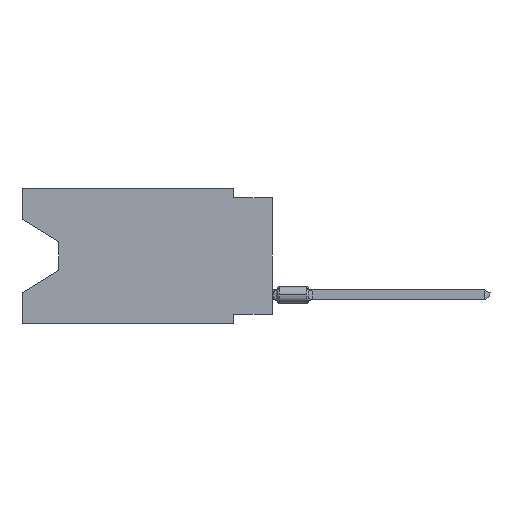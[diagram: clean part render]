
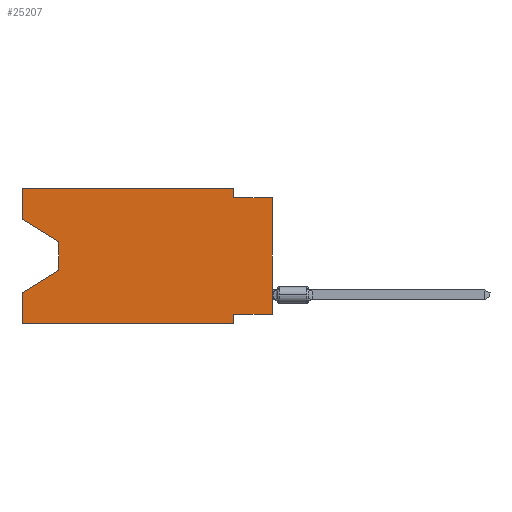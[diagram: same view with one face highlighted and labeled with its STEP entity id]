
A CAD part, left-side view. The second image highlights one B-rep face of the part: STEP entity #25207.
In plain terms, the highlighted planar face has unit normal (-1, 0, 0).
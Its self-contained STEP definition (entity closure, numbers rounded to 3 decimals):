
#217 = VECTOR ( 'NONE', #72362, 1000. ) ;
#2071 = CARTESIAN_POINT ( 'NONE',  ( 0., 13.97, -5.385 ) ) ;
#2581 = ORIENTED_EDGE ( 'NONE', *, *, #62712, .F. ) ;
#3054 = LINE ( 'NONE', #21174, #80216 ) ;
#6502 = CARTESIAN_POINT ( 'NONE',  ( 0., 16.383, 0. ) ) ;
#7124 = VERTEX_POINT ( 'NONE', #97977 ) ;
#7253 = DIRECTION ( 'NONE',  ( 0., 0., 1. ) ) ;
#8480 = ORIENTED_EDGE ( 'NONE', *, *, #92247, .T. ) ;
#8654 = VERTEX_POINT ( 'NONE', #2071 ) ;
#9966 = VERTEX_POINT ( 'NONE', #85124 ) ;
#13817 = VERTEX_POINT ( 'NONE', #80376 ) ;
#13842 = CARTESIAN_POINT ( 'NONE',  ( 0., 2.54, -0.635 ) ) ;
#13967 = CARTESIAN_POINT ( 'NONE',  ( 0., 13.97, -5.385 ) ) ;
#14535 = CARTESIAN_POINT ( 'NONE',  ( 0., 13.97, -3.505 ) ) ;
#15066 = LINE ( 'NONE', #14535, #79812 ) ;
#16350 = EDGE_CURVE ( 'NONE', #81573, #8654, #15066, .T. ) ;
#20272 = EDGE_CURVE ( 'NONE', #106010, #40221, #91296, .T. ) ;
#21174 = CARTESIAN_POINT ( 'NONE',  ( 0., 16.383, -2.038 ) ) ;
#22312 = LINE ( 'NONE', #79522, #217 ) ;
#24277 = VECTOR ( 'NONE', #7253, 1000. ) ;
#24505 = DIRECTION ( 'NONE',  ( 0., 0., 1. ) ) ;
#25207 = ADVANCED_FACE ( 'NONE', ( #90628 ), #38970, .F. ) ;
#25996 = ORIENTED_EDGE ( 'NONE', *, *, #16350, .T. ) ;
#26707 = CARTESIAN_POINT ( 'NONE',  ( 0., 13.97, -3.505 ) ) ;
#27027 = CARTESIAN_POINT ( 'NONE',  ( 0., 2.54, -8.89 ) ) ;
#27415 = CARTESIAN_POINT ( 'NONE',  ( 0., 16.383, -8.89 ) ) ;
#27549 = VECTOR ( 'NONE', #78927, 1000. ) ;
#29961 = VERTEX_POINT ( 'NONE', #45685 ) ;
#32164 = DIRECTION ( 'NONE',  ( 0., -1., 0. ) ) ;
#32857 = VERTEX_POINT ( 'NONE', #97288 ) ;
#34017 = VECTOR ( 'NONE', #93972, 1000. ) ;
#36604 = LINE ( 'NONE', #45387, #27549 ) ;
#37400 = EDGE_CURVE ( 'NONE', #13817, #104509, #77449, .T. ) ;
#37495 = CARTESIAN_POINT ( 'NONE',  ( 0., 16.383, -2.038 ) ) ;
#38731 = DIRECTION ( 'NONE',  ( 0., 0.855, -0.519 ) ) ;
#38970 = PLANE ( 'NONE',  #87324 ) ;
#40221 = VERTEX_POINT ( 'NONE', #13842 ) ;
#40921 = CARTESIAN_POINT ( 'NONE',  ( 0., 0., -0.635 ) ) ;
#41693 = ORIENTED_EDGE ( 'NONE', *, *, #50956, .F. ) ;
#44903 = EDGE_LOOP ( 'NONE', ( #101570, #25996, #8480, #63427, #78841, #67041, #89564, #62084, #2581, #57822, #41693, #107746 ) ) ;
#45119 = VECTOR ( 'NONE', #107441, 1000. ) ;
#45387 = CARTESIAN_POINT ( 'NONE',  ( 0., 0., -8.255 ) ) ;
#45685 = CARTESIAN_POINT ( 'NONE',  ( 0., 16.383, -6.852 ) ) ;
#47300 = DIRECTION ( 'NONE',  ( 0., 0., -1. ) ) ;
#49236 = LINE ( 'NONE', #99826, #99878 ) ;
#49372 = VECTOR ( 'NONE', #47300, 1000. ) ;
#49818 = EDGE_CURVE ( 'NONE', #77508, #32857, #56762, .T. ) ;
#50586 = DIRECTION ( 'NONE',  ( 0., 0., -1. ) ) ;
#50956 = EDGE_CURVE ( 'NONE', #32857, #106010, #22312, .T. ) ;
#54698 = DIRECTION ( 'NONE',  ( 0., -0.855, -0.519 ) ) ;
#56029 = CARTESIAN_POINT ( 'NONE',  ( 0., 2.54, -8.255 ) ) ;
#56762 = LINE ( 'NONE', #90293, #24277 ) ;
#57822 = ORIENTED_EDGE ( 'NONE', *, *, #20272, .F. ) ;
#59346 = CARTESIAN_POINT ( 'NONE',  ( 0., 0., 0. ) ) ;
#60104 = EDGE_CURVE ( 'NONE', #108487, #104509, #102350, .T. ) ;
#60212 = VECTOR ( 'NONE', #38731, 1000. ) ;
#61149 = CARTESIAN_POINT ( 'NONE',  ( 0., 2.54, 0. ) ) ;
#62084 = ORIENTED_EDGE ( 'NONE', *, *, #103507, .T. ) ;
#62600 = EDGE_CURVE ( 'NONE', #77508, #81573, #3054, .T. ) ;
#62603 = EDGE_CURVE ( 'NONE', #9966, #108487, #36604, .T. ) ;
#62712 = EDGE_CURVE ( 'NONE', #40221, #7124, #72846, .T. ) ;
#63427 = ORIENTED_EDGE ( 'NONE', *, *, #101575, .F. ) ;
#63497 = LINE ( 'NONE', #13967, #60212 ) ;
#67041 = ORIENTED_EDGE ( 'NONE', *, *, #60104, .F. ) ;
#67114 = CARTESIAN_POINT ( 'NONE',  ( 0., 2.54, 0. ) ) ;
#68735 = VECTOR ( 'NONE', #32164, 1000. ) ;
#72362 = DIRECTION ( 'NONE',  ( 0., -1., 0. ) ) ;
#72528 = DIRECTION ( 'NONE',  ( 1., 0., 0. ) ) ;
#72846 = LINE ( 'NONE', #40921, #45119 ) ;
#74041 = VECTOR ( 'NONE', #50586, 1000. ) ;
#75308 = LINE ( 'NONE', #59346, #34017 ) ;
#77449 = LINE ( 'NONE', #27415, #68735 ) ;
#77508 = VERTEX_POINT ( 'NONE', #37495 ) ;
#78841 = ORIENTED_EDGE ( 'NONE', *, *, #37400, .T. ) ;
#78927 = DIRECTION ( 'NONE',  ( 0., 1., 0. ) ) ;
#79522 = CARTESIAN_POINT ( 'NONE',  ( 0., 16.383, 0. ) ) ;
#79812 = VECTOR ( 'NONE', #99200, 1000. ) ;
#80216 = VECTOR ( 'NONE', #54698, 1000. ) ;
#80376 = CARTESIAN_POINT ( 'NONE',  ( 0., 16.383, -8.89 ) ) ;
#81573 = VERTEX_POINT ( 'NONE', #26707 ) ;
#82484 = CARTESIAN_POINT ( 'NONE',  ( 0., 2.54, -8.89 ) ) ;
#85124 = CARTESIAN_POINT ( 'NONE',  ( 0., 0., -8.255 ) ) ;
#87324 = AXIS2_PLACEMENT_3D ( 'NONE', #6502, #72528, #107111 ) ;
#89564 = ORIENTED_EDGE ( 'NONE', *, *, #62603, .F. ) ;
#90293 = CARTESIAN_POINT ( 'NONE',  ( 0., 16.383, 0. ) ) ;
#90628 = FACE_OUTER_BOUND ( 'NONE', #44903, .T. ) ;
#91296 = LINE ( 'NONE', #67114, #74041 ) ;
#92247 = EDGE_CURVE ( 'NONE', #8654, #29961, #63497, .T. ) ;
#93972 = DIRECTION ( 'NONE',  ( 0., 0., 1. ) ) ;
#97288 = CARTESIAN_POINT ( 'NONE',  ( 0., 16.383, 0. ) ) ;
#97977 = CARTESIAN_POINT ( 'NONE',  ( 0., 0., -0.635 ) ) ;
#99200 = DIRECTION ( 'NONE',  ( 0., 0., -1. ) ) ;
#99826 = CARTESIAN_POINT ( 'NONE',  ( 0., 16.383, 0. ) ) ;
#99878 = VECTOR ( 'NONE', #24505, 1000. ) ;
#101570 = ORIENTED_EDGE ( 'NONE', *, *, #62600, .T. ) ;
#101575 = EDGE_CURVE ( 'NONE', #13817, #29961, #49236, .T. ) ;
#102350 = LINE ( 'NONE', #27027, #49372 ) ;
#103507 = EDGE_CURVE ( 'NONE', #9966, #7124, #75308, .T. ) ;
#104509 = VERTEX_POINT ( 'NONE', #82484 ) ;
#106010 = VERTEX_POINT ( 'NONE', #61149 ) ;
#107111 = DIRECTION ( 'NONE',  ( 0., 0., -1. ) ) ;
#107441 = DIRECTION ( 'NONE',  ( 0., -1., 0. ) ) ;
#107746 = ORIENTED_EDGE ( 'NONE', *, *, #49818, .F. ) ;
#108487 = VERTEX_POINT ( 'NONE', #56029 ) ;
